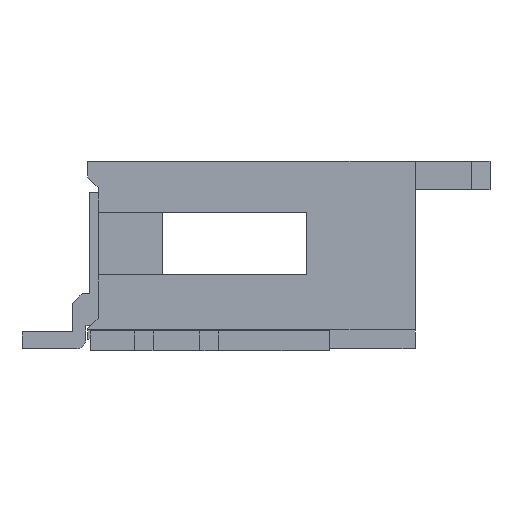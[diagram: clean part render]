
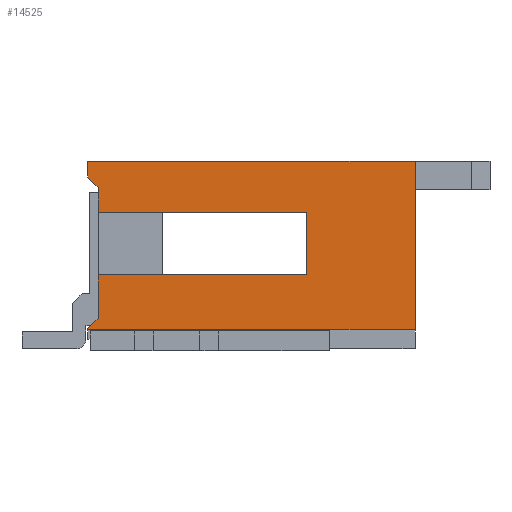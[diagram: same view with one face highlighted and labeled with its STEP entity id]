
A CAD part, left-side view. The second image highlights one B-rep face of the part: STEP entity #14525.
In plain terms, the highlighted planar face has unit normal (-1, 0, 0).
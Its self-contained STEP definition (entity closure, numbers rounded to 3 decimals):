
#1251 = CARTESIAN_POINT ( 'NONE',  ( -3.65, 0.63, 0.788 ) ) ;
#1367 = VERTEX_POINT ( 'NONE', #6779 ) ;
#1461 = CARTESIAN_POINT ( 'NONE',  ( -3.65, 0.63, 1.834 ) ) ;
#1615 = EDGE_CURVE ( 'NONE', #3814, #16583, #9506, .T. ) ;
#2063 = CARTESIAN_POINT ( 'NONE',  ( -3.65, 0.63, 2. ) ) ;
#2271 = CARTESIAN_POINT ( 'NONE',  ( -3.65, -1.706, 1.455 ) ) ;
#3414 = VERTEX_POINT ( 'NONE', #15141 ) ;
#3454 = CARTESIAN_POINT ( 'NONE',  ( -3.65, -1.706, 0.788 ) ) ;
#3742 = LINE ( 'NONE', #1461, #11812 ) ;
#3814 = VERTEX_POINT ( 'NONE', #3454 ) ;
#4716 = ORIENTED_EDGE ( 'NONE', *, *, #18998, .T. ) ;
#4744 = ORIENTED_EDGE ( 'NONE', *, *, #18577, .T. ) ;
#4843 = VERTEX_POINT ( 'NONE', #6479 ) ;
#4849 = VECTOR ( 'NONE', #6214, 1000. ) ;
#5091 = CARTESIAN_POINT ( 'NONE',  ( -3.65, 0.63, 0.2 ) ) ;
#5352 = EDGE_CURVE ( 'NONE', #16583, #3414, #18778, .T. ) ;
#5354 = DIRECTION ( 'NONE',  ( 0., 0., -1. ) ) ;
#5661 = LINE ( 'NONE', #12739, #19685 ) ;
#5863 = CARTESIAN_POINT ( 'NONE',  ( -3.65, 0.63, 1.834 ) ) ;
#5901 = EDGE_LOOP ( 'NONE', ( #7204, #18365, #8896, #9512, #8591, #10286, #4744, #4716, #18882, #11147, #22569, #12059 ) ) ;
#6214 = DIRECTION ( 'NONE',  ( 0., 1., 0. ) ) ;
#6227 = CARTESIAN_POINT ( 'NONE',  ( -3.65, 0.63, 2. ) ) ;
#6479 = CARTESIAN_POINT ( 'NONE',  ( -3.65, 0.517, 1.721 ) ) ;
#6602 = CARTESIAN_POINT ( 'NONE',  ( -3.65, 0.517, 1.721 ) ) ;
#6779 = CARTESIAN_POINT ( 'NONE',  ( -3.65, 0.517, 0.788 ) ) ;
#6963 = VECTOR ( 'NONE', #7758, 1000. ) ;
#6970 = EDGE_CURVE ( 'NONE', #11236, #19764, #12011, .T. ) ;
#7204 = ORIENTED_EDGE ( 'NONE', *, *, #20866, .T. ) ;
#7485 = CARTESIAN_POINT ( 'NONE',  ( -3.65, -2.87, 2. ) ) ;
#7496 = DIRECTION ( 'NONE',  ( 0., 0., 1. ) ) ;
#7758 = DIRECTION ( 'NONE',  ( 0., 0., 1. ) ) ;
#8591 = ORIENTED_EDGE ( 'NONE', *, *, #19874, .T. ) ;
#8762 = LINE ( 'NONE', #10516, #21744 ) ;
#8896 = ORIENTED_EDGE ( 'NONE', *, *, #21138, .T. ) ;
#9055 = VECTOR ( 'NONE', #9932, 1000. ) ;
#9062 = DIRECTION ( 'NONE',  ( 0., -0.707, -0.707 ) ) ;
#9175 = DIRECTION ( 'NONE',  ( 0., 1., 0. ) ) ;
#9506 = LINE ( 'NONE', #18037, #6963 ) ;
#9512 = ORIENTED_EDGE ( 'NONE', *, *, #6970, .F. ) ;
#9887 = CARTESIAN_POINT ( 'NONE',  ( -3.65, 0.63, 1.455 ) ) ;
#9932 = DIRECTION ( 'NONE',  ( 0., -1., 0. ) ) ;
#10286 = ORIENTED_EDGE ( 'NONE', *, *, #13620, .F. ) ;
#10516 = CARTESIAN_POINT ( 'NONE',  ( -3.65, 0.517, 0.324 ) ) ;
#11147 = ORIENTED_EDGE ( 'NONE', *, *, #5352, .F. ) ;
#11236 = VERTEX_POINT ( 'NONE', #17894 ) ;
#11394 = VERTEX_POINT ( 'NONE', #20903 ) ;
#11448 = DIRECTION ( 'NONE',  ( 0., 0., -1. ) ) ;
#11812 = VECTOR ( 'NONE', #9062, 1000. ) ;
#12011 = LINE ( 'NONE', #18171, #19077 ) ;
#12059 = ORIENTED_EDGE ( 'NONE', *, *, #14173, .F. ) ;
#12152 = DIRECTION ( 'NONE',  ( 0., 0., -1. ) ) ;
#12318 = LINE ( 'NONE', #1251, #9055 ) ;
#12394 = VERTEX_POINT ( 'NONE', #15552 ) ;
#12489 = DIRECTION ( 'NONE',  ( 0., -1., 0. ) ) ;
#12724 = LINE ( 'NONE', #2063, #19480 ) ;
#12739 = CARTESIAN_POINT ( 'NONE',  ( -3.65, -2.87, 0. ) ) ;
#13620 = EDGE_CURVE ( 'NONE', #17814, #13622, #12724, .T. ) ;
#13622 = VERTEX_POINT ( 'NONE', #7485 ) ;
#13946 = LINE ( 'NONE', #6602, #21105 ) ;
#14173 = EDGE_CURVE ( 'NONE', #1367, #3814, #12318, .T. ) ;
#14314 = EDGE_CURVE ( 'NONE', #11394, #12394, #8762, .T. ) ;
#14525 = ADVANCED_FACE ( 'NONE', ( #17146 ), #17029, .F. ) ;
#14985 = DIRECTION ( 'NONE',  ( 0., 0., -1. ) ) ;
#15073 = DIRECTION ( 'NONE',  ( 1., 0., 0. ) ) ;
#15141 = CARTESIAN_POINT ( 'NONE',  ( -3.65, 0.517, 1.455 ) ) ;
#15214 = LINE ( 'NONE', #20232, #15557 ) ;
#15449 = CARTESIAN_POINT ( 'NONE',  ( -3.65, 0.63, 2. ) ) ;
#15552 = CARTESIAN_POINT ( 'NONE',  ( -3.65, 0.63, 0.211 ) ) ;
#15557 = VECTOR ( 'NONE', #14985, 1000. ) ;
#15801 = AXIS2_PLACEMENT_3D ( 'NONE', #6227, #15073, #11448 ) ;
#16583 = VERTEX_POINT ( 'NONE', #2271 ) ;
#17029 = PLANE ( 'NONE',  #15801 ) ;
#17146 = FACE_OUTER_BOUND ( 'NONE', #5901, .T. ) ;
#17206 = EDGE_CURVE ( 'NONE', #4843, #3414, #13946, .T. ) ;
#17429 = VERTEX_POINT ( 'NONE', #5863 ) ;
#17814 = VERTEX_POINT ( 'NONE', #19945 ) ;
#17894 = CARTESIAN_POINT ( 'NONE',  ( -3.65, -2.87, 0.2 ) ) ;
#18037 = CARTESIAN_POINT ( 'NONE',  ( -3.65, -1.706, 0.788 ) ) ;
#18171 = CARTESIAN_POINT ( 'NONE',  ( -3.65, -2.87, 0.2 ) ) ;
#18365 = ORIENTED_EDGE ( 'NONE', *, *, #14314, .T. ) ;
#18577 = EDGE_CURVE ( 'NONE', #17814, #17429, #15214, .T. ) ;
#18778 = LINE ( 'NONE', #9887, #4849 ) ;
#18845 = DIRECTION ( 'NONE',  ( 0., 0., -1. ) ) ;
#18882 = ORIENTED_EDGE ( 'NONE', *, *, #17206, .T. ) ;
#18998 = EDGE_CURVE ( 'NONE', #17429, #4843, #3742, .T. ) ;
#19077 = VECTOR ( 'NONE', #9175, 1000. ) ;
#19174 = LINE ( 'NONE', #15449, #19436 ) ;
#19415 = VECTOR ( 'NONE', #5354, 1000. ) ;
#19436 = VECTOR ( 'NONE', #12152, 1000. ) ;
#19480 = VECTOR ( 'NONE', #12489, 1000. ) ;
#19685 = VECTOR ( 'NONE', #7496, 1000. ) ;
#19764 = VERTEX_POINT ( 'NONE', #5091 ) ;
#19874 = EDGE_CURVE ( 'NONE', #11236, #13622, #5661, .T. ) ;
#19945 = CARTESIAN_POINT ( 'NONE',  ( -3.65, 0.63, 2. ) ) ;
#20232 = CARTESIAN_POINT ( 'NONE',  ( -3.65, 0.63, 2. ) ) ;
#20866 = EDGE_CURVE ( 'NONE', #1367, #11394, #22701, .T. ) ;
#20903 = CARTESIAN_POINT ( 'NONE',  ( -3.65, 0.517, 0.324 ) ) ;
#21105 = VECTOR ( 'NONE', #18845, 1000. ) ;
#21138 = EDGE_CURVE ( 'NONE', #12394, #19764, #19174, .T. ) ;
#21744 = VECTOR ( 'NONE', #22774, 1000. ) ;
#22569 = ORIENTED_EDGE ( 'NONE', *, *, #1615, .F. ) ;
#22701 = LINE ( 'NONE', #23047, #19415 ) ;
#22774 = DIRECTION ( 'NONE',  ( 0., 0.707, -0.707 ) ) ;
#23047 = CARTESIAN_POINT ( 'NONE',  ( -3.65, 0.517, 1.721 ) ) ;
